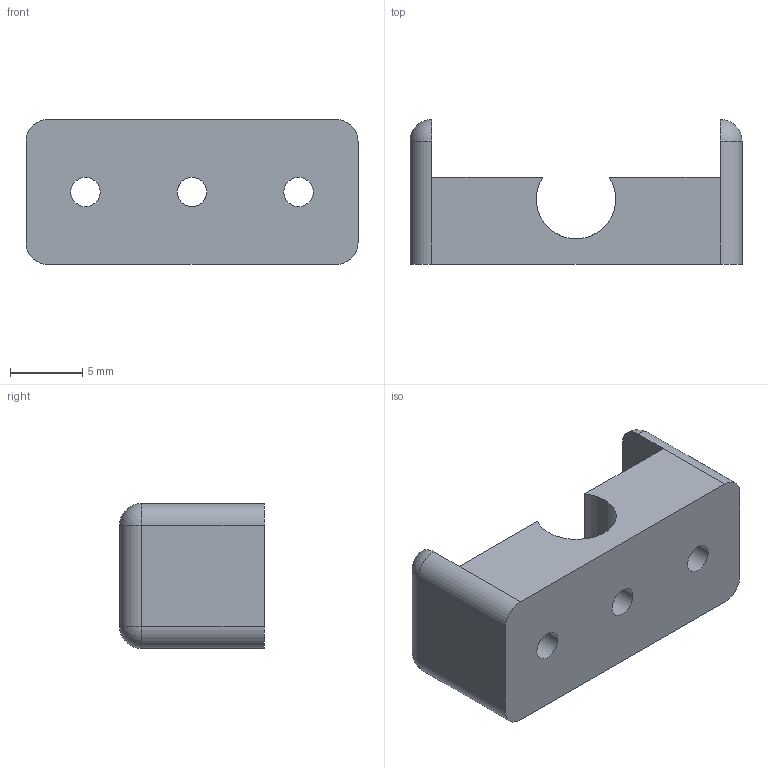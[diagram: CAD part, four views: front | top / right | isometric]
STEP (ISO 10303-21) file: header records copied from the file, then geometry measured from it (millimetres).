
FILE_DESCRIPTION((''),'2;1');
FILE_NAME('GRINJECTOR_CONNECTOR_V6_TOP_BOT','2020-11-02T22:01:28',('biafra'),(''),'CREO PARAMETRIC BY PTC INC, 2019224','CREO PARAMETRIC BY PTC INC, 2019224','');
FILE_SCHEMA(('CONFIG_CONTROL_DESIGN'));
Length unit declared in the file: millimetre
Products named in the file (1): GRINJECTOR_CONNECTOR_V6_TOP_BOT
Bounding box: 22.95 x 10 x 10 mm (x, y, z)
Volume: 1225.7 mm3; surface area: 1092.2 mm2
Topology: 1 solids, 1 shells, 26 faces, 64 edges, 40 vertices
Faces by surface type: cylinder 13, plane 9, sphere 4
Entity records: 852 total; most frequent: CARTESIAN_POINT 164, DIRECTION 142, ORIENTED_EDGE 128, EDGE_CURVE 64, AXIS2_PLACEMENT_3D 54, VERTEX_POINT 40, VECTOR 34, LINE 34
